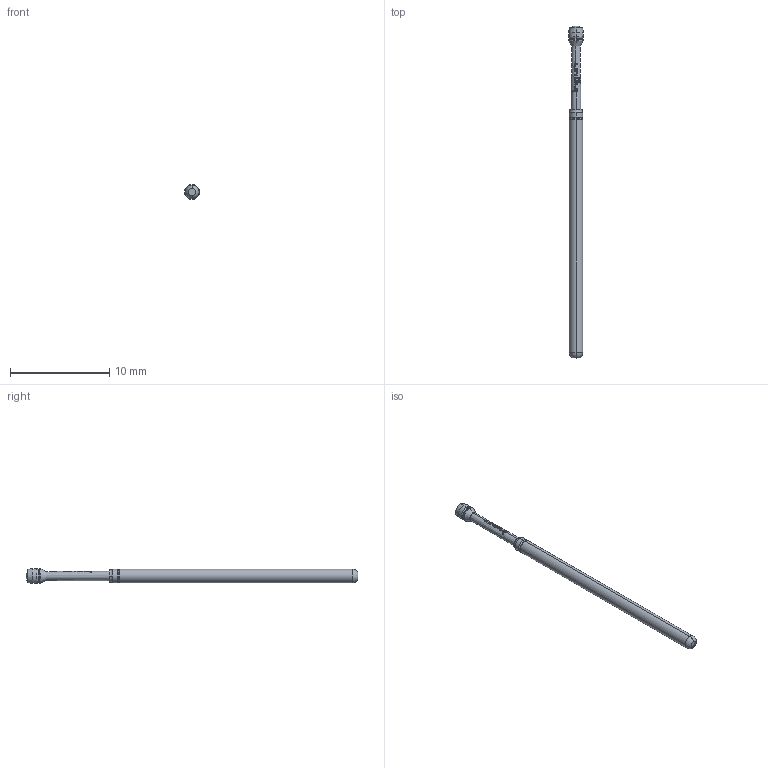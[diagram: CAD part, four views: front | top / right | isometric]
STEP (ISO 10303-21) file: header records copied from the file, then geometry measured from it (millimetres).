
FILE_DESCRIPTION (( 'STEP AP203' ), '1' );
FILE_NAME ('INGUN_HSS-100_305_150_S_xx00.STEP', '2022-01-31T12:34:30', ( 'ochi' ), ( '' ), 'SwSTEP 2.0', 'SolidWorks 2018', '' );
FILE_SCHEMA (( 'CONFIG_CONTROL_DESIGN' ));
Length unit declared in the file: millimetre
Products named in the file (1): INGUN_HSS-100_305_150_S_xx00
Bounding box: 1.5 x 33.4 x 1.5 mm (x, y, z)
Volume: 43.6 mm3; surface area: 137.4 mm2
Topology: 1 solids, 1 shells, 115 faces, 315 edges, 204 vertices
Faces by surface type: bspline 62, cone 25, torus 14, cylinder 10, sphere 2, plane 2
Entity records: 4789 total; most frequent: CARTESIAN_POINT 2376, ORIENTED_EDGE 630, EDGE_CURVE 315, DIRECTION 258, B_SPLINE_CURVE_WITH_KNOTS 223, VERTEX_POINT 204, EDGE_LOOP 117, ADVANCED_FACE 115
